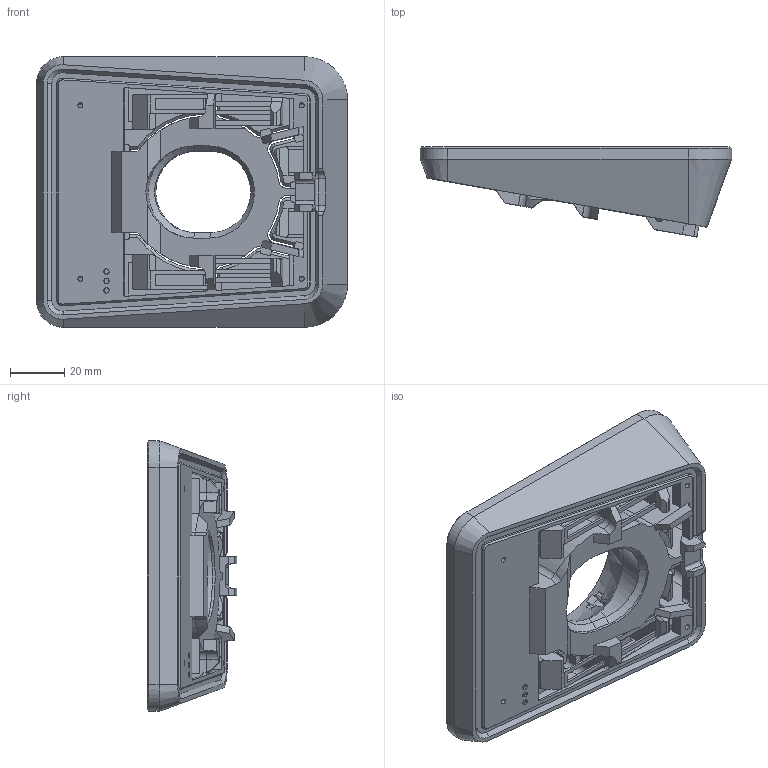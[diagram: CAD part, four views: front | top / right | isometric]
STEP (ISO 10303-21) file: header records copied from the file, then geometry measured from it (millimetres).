
FILE_DESCRIPTION(/* description */ ('','CAx-IF Rec.Pracs.---Representation and Presentation of Product Manufacturing Information (PMI)---4.0---2014-10-13'),/* implementation_level */ '2;1');
FILE_NAME(/* name */ 'Adept Trackball Upgrade v12.step',/* time_stamp */ '2025-02-22T13:01:59-05:00',/* author */ (''),/* organization */ (''),/* preprocessor_version */ 'ST-DEVELOPER v20',/* originating_system */ 'Autodesk Translation Framework v13.20.0.188',/* authorisation */ '');
FILE_SCHEMA (('AP242_MANAGED_MODEL_BASED_3D_ENGINEERING_MIM_LF { 1 0 10303 442 1 1 4 }'));
Length unit declared in the file: millimetre
Products named in the file (2): Adept Trackball Upgrade; MDM-001_REV-OOO_NO-LOGO
Assembly tree (1 placements, depth 2):
  Adept Trackball Upgrade
    MDM-001_REV-OOO_NO-LOGO
Bounding box: 115 x 33.21 x 100 mm (x, y, z)
Volume: 118035.5 mm3; surface area: 57309.4 mm2
Topology: 1 solids, 1 shells, 839 faces, 2369 edges, 1530 vertices
Faces by surface type: plane 518, cylinder 239, cone 44, bspline 27, torus 10, sphere 1
Full cylindrical faces by diameter (mm): 1.9 x4, 2 x3
Entity records: 29595 total; most frequent: CARTESIAN_POINT 7369, ORIENTED_EDGE 4738, DIRECTION 4552, EDGE_CURVE 2369, LINE 1682, VECTOR 1682, VERTEX_POINT 1530, AXIS2_PLACEMENT_3D 1435
